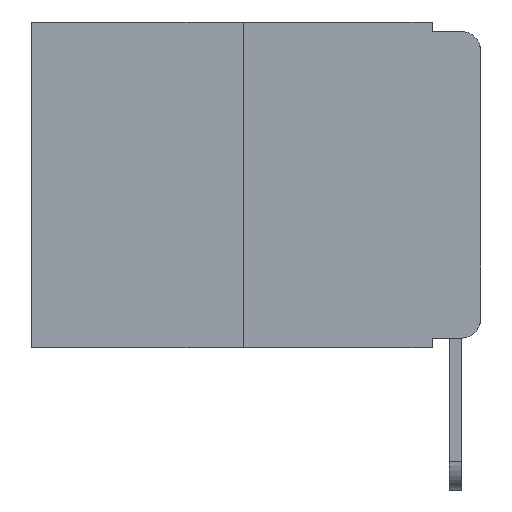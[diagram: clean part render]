
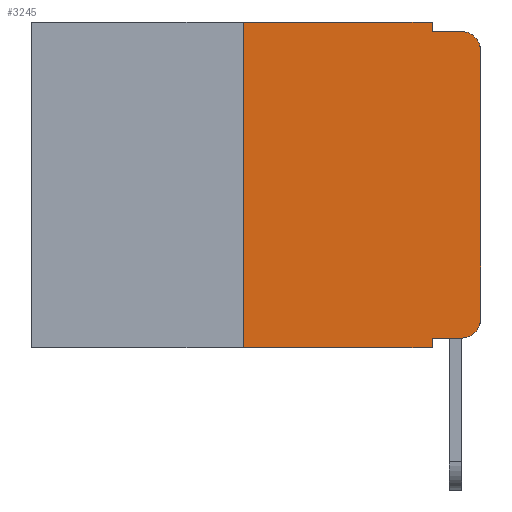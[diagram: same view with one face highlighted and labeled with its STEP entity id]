
A CAD part, left-side view. The second image highlights one B-rep face of the part: STEP entity #3245.
In plain terms, the highlighted planar face has unit normal (-1, 0, 0).
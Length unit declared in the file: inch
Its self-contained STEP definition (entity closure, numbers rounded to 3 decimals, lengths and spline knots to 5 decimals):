
#168 = VECTOR ( 'NONE', #7296, 39.37008 ) ;
#373 = AXIS2_PLACEMENT_3D ( 'NONE', #10543, #9768, #3417 ) ;
#445 = EDGE_CURVE ( 'NONE', #2834, #5098, #9423, .T. ) ;
#487 = ORIENTED_EDGE ( 'NONE', *, *, #7819, .F. ) ;
#583 = CARTESIAN_POINT ( 'NONE',  ( 0., 0.02, -0.03 ) ) ;
#591 = DIRECTION ( 'NONE',  ( 0., 0., 1. ) ) ;
#753 = DIRECTION ( 'NONE',  ( 0., 0., -1. ) ) ;
#815 = DIRECTION ( 'NONE',  ( 0., -1., 0. ) ) ;
#939 = EDGE_CURVE ( 'NONE', #10535, #10671, #7937, .T. ) ;
#1087 = VECTOR ( 'NONE', #591, 39.37008 ) ;
#1269 = VECTOR ( 'NONE', #6206, 39.37008 ) ;
#1316 = EDGE_LOOP ( 'NONE', ( #8620, #5274, #4210, #6215, #10550, #487, #11050, #10152, #3776, #6044 ) ) ;
#1343 = CARTESIAN_POINT ( 'NONE',  ( 0., 0.473, 0. ) ) ;
#1565 = VECTOR ( 'NONE', #5649, 39.37008 ) ;
#1595 = CARTESIAN_POINT ( 'NONE',  ( 0., 0.473, 0. ) ) ;
#1683 = LINE ( 'NONE', #3350, #1269 ) ;
#2083 = VERTEX_POINT ( 'NONE', #6572 ) ;
#2161 = DIRECTION ( 'NONE',  ( 0., -1., 0. ) ) ;
#2295 = DIRECTION ( 'NONE',  ( 0., 0., -1. ) ) ;
#2406 = AXIS2_PLACEMENT_3D ( 'NONE', #583, #9738, #4230 ) ;
#2834 = VERTEX_POINT ( 'NONE', #10267 ) ;
#2890 = EDGE_CURVE ( 'NONE', #2083, #10392, #10971, .T. ) ;
#3000 = DIRECTION ( 'NONE',  ( 0., -1., 0. ) ) ;
#3056 = LINE ( 'NONE', #6746, #6274 ) ;
#3245 = ADVANCED_FACE ( 'NONE', ( #8011 ), #10623, .F. ) ;
#3350 = CARTESIAN_POINT ( 'NONE',  ( 0., 0.473, -0.343 ) ) ;
#3417 = DIRECTION ( 'NONE',  ( 0., 0., -1. ) ) ;
#3757 = CARTESIAN_POINT ( 'NONE',  ( 0., 0.051, -0.343 ) ) ;
#3776 = ORIENTED_EDGE ( 'NONE', *, *, #8388, .T. ) ;
#3860 = VERTEX_POINT ( 'NONE', #7740 ) ;
#3972 = EDGE_CURVE ( 'NONE', #4639, #10392, #1683, .T. ) ;
#4188 = CIRCLE ( 'NONE', #373, 0.02 ) ;
#4210 = ORIENTED_EDGE ( 'NONE', *, *, #8181, .F. ) ;
#4230 = DIRECTION ( 'NONE',  ( 0., 0., -1. ) ) ;
#4639 = VERTEX_POINT ( 'NONE', #7465 ) ;
#4913 = VERTEX_POINT ( 'NONE', #8767 ) ;
#5098 = VERTEX_POINT ( 'NONE', #10899 ) ;
#5274 = ORIENTED_EDGE ( 'NONE', *, *, #445, .T. ) ;
#5649 = DIRECTION ( 'NONE',  ( 0., 0., -1. ) ) ;
#6044 = ORIENTED_EDGE ( 'NONE', *, *, #8499, .T. ) ;
#6112 = CARTESIAN_POINT ( 'NONE',  ( 0., 0.051, 0. ) ) ;
#6206 = DIRECTION ( 'NONE',  ( 0., -1., 0. ) ) ;
#6215 = ORIENTED_EDGE ( 'NONE', *, *, #939, .F. ) ;
#6274 = VECTOR ( 'NONE', #2161, 39.37008 ) ;
#6554 = EDGE_CURVE ( 'NONE', #3860, #10535, #6701, .T. ) ;
#6572 = CARTESIAN_POINT ( 'NONE',  ( 0., 0.051, -0.333 ) ) ;
#6701 = LINE ( 'NONE', #1343, #9676 ) ;
#6746 = CARTESIAN_POINT ( 'NONE',  ( 0., 0.051, -0.333 ) ) ;
#6765 = VERTEX_POINT ( 'NONE', #6938 ) ;
#6838 = LINE ( 'NONE', #7604, #1087 ) ;
#6938 = CARTESIAN_POINT ( 'NONE',  ( 0., 0., -0.313 ) ) ;
#7296 = DIRECTION ( 'NONE',  ( 0., 0., 1. ) ) ;
#7465 = CARTESIAN_POINT ( 'NONE',  ( 0., 0.25, -0.343 ) ) ;
#7604 = CARTESIAN_POINT ( 'NONE',  ( 0., 0., 0. ) ) ;
#7740 = CARTESIAN_POINT ( 'NONE',  ( 0., 0.25, 0. ) ) ;
#7819 = EDGE_CURVE ( 'NONE', #4639, #3860, #10025, .T. ) ;
#7937 = LINE ( 'NONE', #6112, #8912 ) ;
#8011 = FACE_OUTER_BOUND ( 'NONE', #1316, .T. ) ;
#8181 = EDGE_CURVE ( 'NONE', #10671, #5098, #9172, .T. ) ;
#8388 = EDGE_CURVE ( 'NONE', #2083, #4913, #3056, .T. ) ;
#8499 = EDGE_CURVE ( 'NONE', #4913, #6765, #4188, .T. ) ;
#8620 = ORIENTED_EDGE ( 'NONE', *, *, #10898, .T. ) ;
#8767 = CARTESIAN_POINT ( 'NONE',  ( 0., 0.02, -0.333 ) ) ;
#8889 = DIRECTION ( 'NONE',  ( 1., 0., 0. ) ) ;
#8902 = VECTOR ( 'NONE', #815, 39.37008 ) ;
#8912 = VECTOR ( 'NONE', #2295, 39.37008 ) ;
#9172 = LINE ( 'NONE', #9959, #8902 ) ;
#9188 = CARTESIAN_POINT ( 'NONE',  ( 0., 0.25, 0. ) ) ;
#9423 = CIRCLE ( 'NONE', #2406, 0.02 ) ;
#9676 = VECTOR ( 'NONE', #3000, 39.37008 ) ;
#9700 = CARTESIAN_POINT ( 'NONE',  ( 0., 0.051, 0. ) ) ;
#9738 = DIRECTION ( 'NONE',  ( -1., 0., 0. ) ) ;
#9768 = DIRECTION ( 'NONE',  ( -1., 0., 0. ) ) ;
#9959 = CARTESIAN_POINT ( 'NONE',  ( 0., 0.051, -0.01 ) ) ;
#10025 = LINE ( 'NONE', #9188, #168 ) ;
#10152 = ORIENTED_EDGE ( 'NONE', *, *, #2890, .F. ) ;
#10267 = CARTESIAN_POINT ( 'NONE',  ( 0., 0., -0.03 ) ) ;
#10392 = VERTEX_POINT ( 'NONE', #3757 ) ;
#10535 = VERTEX_POINT ( 'NONE', #9700 ) ;
#10543 = CARTESIAN_POINT ( 'NONE',  ( 0., 0.02, -0.313 ) ) ;
#10550 = ORIENTED_EDGE ( 'NONE', *, *, #6554, .F. ) ;
#10623 = PLANE ( 'NONE',  #11227 ) ;
#10671 = VERTEX_POINT ( 'NONE', #10757 ) ;
#10757 = CARTESIAN_POINT ( 'NONE',  ( 0., 0.051, -0.01 ) ) ;
#10898 = EDGE_CURVE ( 'NONE', #6765, #2834, #6838, .T. ) ;
#10899 = CARTESIAN_POINT ( 'NONE',  ( 0., 0.02, -0.01 ) ) ;
#10971 = LINE ( 'NONE', #11151, #1565 ) ;
#11050 = ORIENTED_EDGE ( 'NONE', *, *, #3972, .T. ) ;
#11151 = CARTESIAN_POINT ( 'NONE',  ( 0., 0.051, 0. ) ) ;
#11227 = AXIS2_PLACEMENT_3D ( 'NONE', #1595, #8889, #753 ) ;
